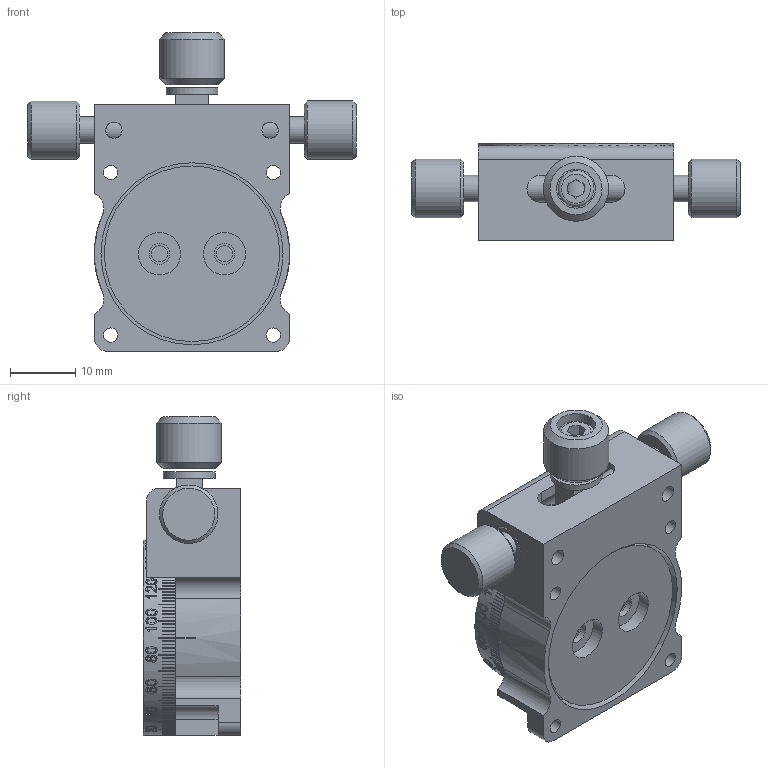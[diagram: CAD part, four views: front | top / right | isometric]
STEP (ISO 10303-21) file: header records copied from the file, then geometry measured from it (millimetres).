
FILE_DESCRIPTION (( 'STEP AP203' ), '1' );
FILE_NAME ('56RSP-5.STEP', '2023-11-06T04:31:54', ( '' ), ( '' ), 'SwSTEP 2.0', 'SolidWorks 2022', '' );
FILE_SCHEMA (( 'CONFIG_CONTROL_DESIGN' ));
Products named in the file (1): 56RSP-5
Bounding box: 50.5 x 15 x 49 mm (x, y, z)
Surface area: 9476.1 mm2 (no closed solid volume)
Topology: 0 solids, 30 shells, 471 faces, 3266 edges, 2595 vertices
Faces by surface type: plane 174, bspline 158, cylinder 128, cone 10, torus 1
Full cylindrical faces by diameter (mm): 1.6 x4, 2.2 x4, 2.5 x4, 3.2 x2, 3.454 x4, 4.1 x4, 5.105 x1, 6 x2, 6.5 x2, 8 x1, 9 x2, 10 x1, 27 x1, 28 x1, 30 x1
Entity records: 61189 total; most frequent: CARTESIAN_POINT 40120, ORIENTED_EDGE 4135, DIRECTION 3248, EDGE_CURVE 3208, VERTEX_POINT 2584, LINE 1424, VECTOR 1424, B_SPLINE_CURVE_WITH_KNOTS 1186
